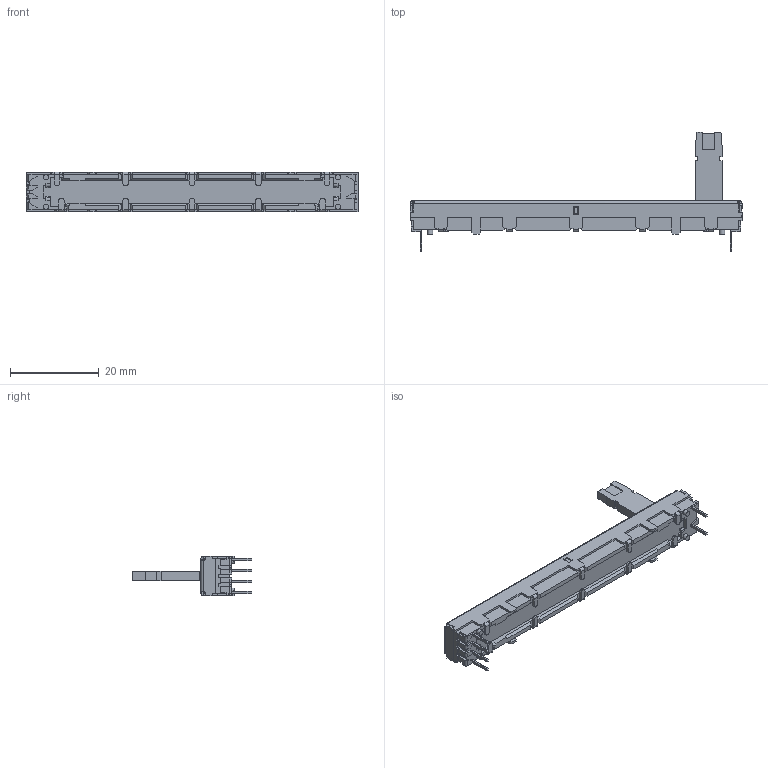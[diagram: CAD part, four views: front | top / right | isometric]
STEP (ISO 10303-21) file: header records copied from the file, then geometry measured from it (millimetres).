
FILE_DESCRIPTION (( 'STEP AP214' ), '1' );
FILE_NAME ('PTL60-15G1-102B2.STEP', '2022-02-22T04:45:39', ( '' ), ( '' ), 'SwSTEP 2.0', 'SolidWorks 2017', '' );
FILE_SCHEMA (( 'AUTOMOTIVE_DESIGN' ));
Length unit declared in the file: millimetre
Products named in the file (1): PTL60-15G1-102B2
Bounding box: 75 x 27 x 9 mm (x, y, z)
Volume: 4022.5 mm3; surface area: 5372.1 mm2
Topology: 10 solids, 10 shells, 758 faces, 2023 edges, 1281 vertices
Faces by surface type: plane 530, cylinder 192, sphere 12, torus 10, bspline 8, cone 6
Entity records: 25738 total; most frequent: CARTESIAN_POINT 7001, ORIENTED_EDGE 4022, DIRECTION 3699, EDGE_CURVE 2011, LINE 1509, VECTOR 1509, VERTEX_POINT 1281, AXIS2_PLACEMENT_3D 1095
